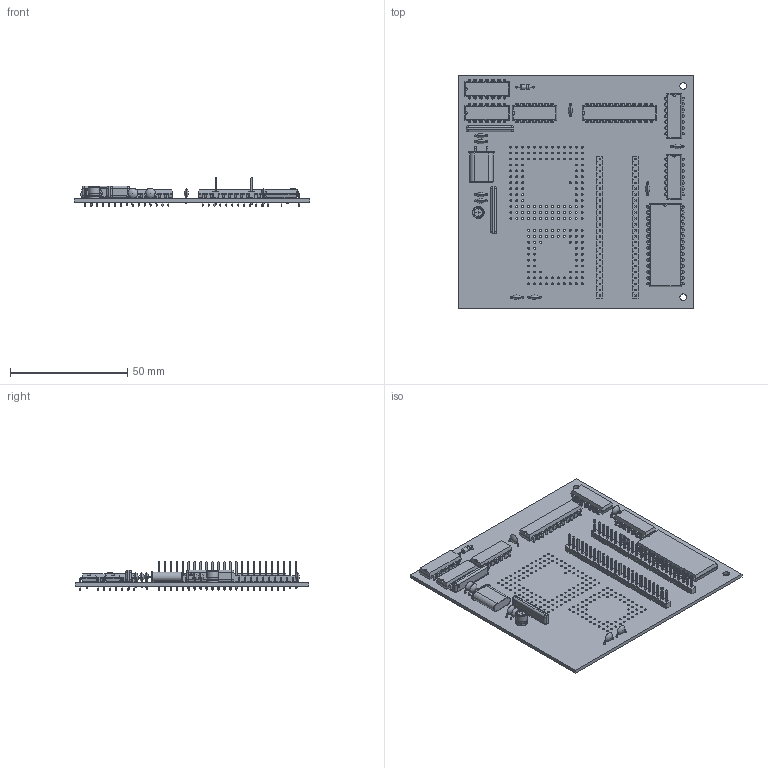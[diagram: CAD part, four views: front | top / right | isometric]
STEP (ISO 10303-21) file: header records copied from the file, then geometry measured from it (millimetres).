
FILE_DESCRIPTION(('KiCad electronic assembly'),'2;1');
FILE_NAME('Thor_20_CPU_Card.step','2025-03-16T14:20:20',('Pcbnew'),( 'Kicad'),'Open CASCADE STEP processor 7.6','KiCad to STEP converter' ,'Unknown');
FILE_SCHEMA(('AUTOMOTIVE_DESIGN { 1 0 10303 214 1 1 1 1 }'));
Length unit declared in the file: millimetre
Products named in the file (11): Thor_20_CPU_Card 1; DIP-24_W7.62mm; DIP-14_W7.62mm; Crystal_HC18-U_Horizontal; C_Disc_D4.3mm_W1.9mm_P5.00mm; R_Array_SIP8; DIP-28_W15.24mm; D_DO-35_SOD27_P7.62mm_Horizontal; CP_Radial_D5.0mm_P2.50mm; PinHeader_1x24_P2.54mm_Vertical; Thor_20_CPU_Card_PCB
Assembly tree (24 placements, depth 2):
  Thor_20_CPU_Card 1
    DIP-24_W7.62mm
    DIP-14_W7.62mm  x5
    Crystal_HC18-U_Horizontal
    C_Disc_D4.3mm_W1.9mm_P5.00mm  x9
    R_Array_SIP8  x2
    DIP-28_W15.24mm
    D_DO-35_SOD27_P7.62mm_Horizontal
    CP_Radial_D5.0mm_P2.50mm
    PinHeader_1x24_P2.54mm_Vertical  x2
    Thor_20_CPU_Card_PCB
Bounding box: 100.68 x 99.92 x 12.16 mm (x, y, z)
Volume: 21184.4 mm3; surface area: 31245 mm2
Topology: 25 solids, 26 shells, 4113 faces, 10793 edges, 6832 vertices
Faces by surface type: plane 3098, cylinder 736, bspline 212, sphere 34, revolution 23, torus 10
Full cylindrical faces by diameter (mm): 0.5 x45, 0.787 x114, 0.8 x210, 0.813 x68, 1 x2, 2 x2, 2.02 x1, 2.84 x2
Entity records: 75146 total; most frequent: CARTESIAN_POINT 14729, ORIENTED_EDGE 12432, DIRECTION 11851, EDGE_CURVE 6216, LINE 4934, VECTOR 4934, VERTEX_POINT 3966, AXIS2_PLACEMENT_3D 3455
